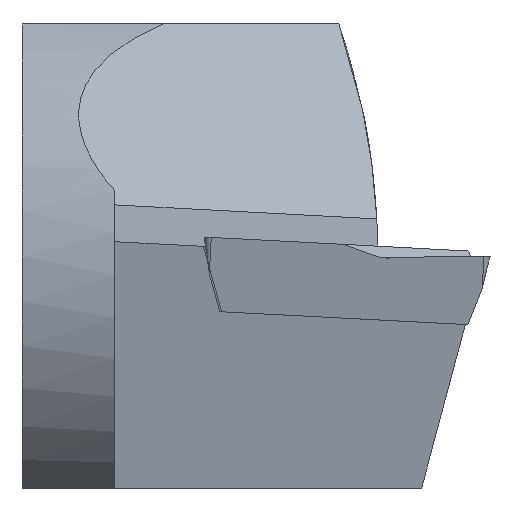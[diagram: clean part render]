
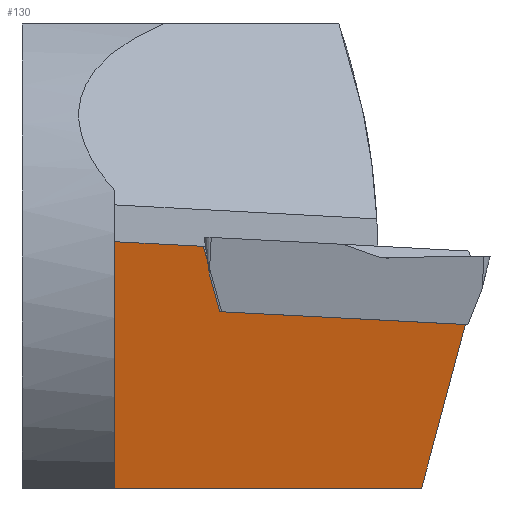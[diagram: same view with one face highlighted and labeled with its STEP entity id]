
A CAD part, left-side view. The second image highlights one B-rep face of the part: STEP entity #130.
In plain terms, the highlighted planar face has unit normal (-0.982, 0.01, -0.188).
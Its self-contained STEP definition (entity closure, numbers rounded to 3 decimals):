
#130=ADVANCED_FACE('',(#184),#161,.T.);
#161=PLANE('',#656);
#184=FACE_OUTER_BOUND('',#210,.T.);
#210=EDGE_LOOP('',(#266,#267,#268,#269,#270,#271,#272));
#266=ORIENTED_EDGE('',*,*,#468,.T.);
#267=ORIENTED_EDGE('',*,*,#469,.T.);
#268=ORIENTED_EDGE('',*,*,#470,.T.);
#269=ORIENTED_EDGE('',*,*,#471,.T.);
#270=ORIENTED_EDGE('',*,*,#472,.T.);
#271=ORIENTED_EDGE('',*,*,#456,.F.);
#272=ORIENTED_EDGE('',*,*,#473,.T.);
#404=VERTEX_POINT('',#855);
#405=VERTEX_POINT('',#857);
#414=VERTEX_POINT('',#881);
#415=VERTEX_POINT('',#882);
#416=VERTEX_POINT('',#884);
#417=VERTEX_POINT('',#886);
#418=VERTEX_POINT('',#888);
#456=EDGE_CURVE('',#404,#405,#531,.T.);
#468=EDGE_CURVE('',#414,#415,#540,.T.);
#469=EDGE_CURVE('',#415,#416,#541,.T.);
#470=EDGE_CURVE('',#416,#417,#542,.T.);
#471=EDGE_CURVE('',#417,#418,#543,.T.);
#472=EDGE_CURVE('',#418,#405,#544,.T.);
#473=EDGE_CURVE('',#404,#414,#545,.T.);
#531=LINE('',#856,#591);
#540=LINE('',#880,#600);
#541=LINE('',#883,#601);
#542=LINE('',#885,#602);
#543=LINE('',#887,#603);
#544=LINE('',#889,#604);
#545=LINE('',#890,#605);
#591=VECTOR('',#701,1.);
#600=VECTOR('',#722,1.);
#601=VECTOR('',#723,1.);
#602=VECTOR('',#724,1.);
#603=VECTOR('',#725,1.);
#604=VECTOR('',#726,1.);
#605=VECTOR('',#727,1.);
#656=AXIS2_PLACEMENT_3D('',#891,#728,#729);
#701=DIRECTION('',(0.,-0.999,-0.052));
#722=DIRECTION('',(-0.01,-1.,0.));
#723=DIRECTION('',(-0.184,-0.254,0.949));
#724=DIRECTION('',(-0.188,-0.12,0.975));
#725=DIRECTION('',(0.,0.999,0.052));
#726=DIRECTION('',(-0.179,0.265,0.948));
#727=DIRECTION('',(0.188,0.,-0.982));
#728=DIRECTION('',(-0.982,0.01,-0.188));
#729=DIRECTION('',(-0.188,0.,0.982));
#855=CARTESIAN_POINT('',(0.119,-3.,0.463));
#856=CARTESIAN_POINT('',(0.119,-0.032,0.618));
#857=CARTESIAN_POINT('',(0.119,-5.863,0.313));
#880=CARTESIAN_POINT('',(1.672,-0.017,-7.5));
#881=CARTESIAN_POINT('',(1.642,-3.,-7.5));
#882=CARTESIAN_POINT('',(1.542,-12.918,-7.5));
#883=CARTESIAN_POINT('',(2.085,-12.168,-10.3));
#884=CARTESIAN_POINT('',(0.525,-14.323,-2.257));
#885=CARTESIAN_POINT('',(0.088,-14.602,0.017));
#886=CARTESIAN_POINT('',(0.517,-14.328,-2.214));
#887=CARTESIAN_POINT('',(0.518,0.076,-1.46));
#888=CARTESIAN_POINT('',(0.518,-6.454,-1.802));
#889=CARTESIAN_POINT('',(-0.109,-5.525,1.522));
#890=CARTESIAN_POINT('',(0.836,-3.,-3.283));
#891=CARTESIAN_POINT('',(0.23,-0.002,0.044));
